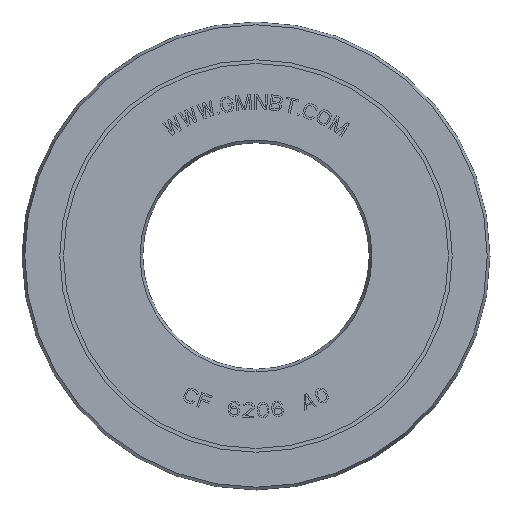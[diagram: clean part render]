
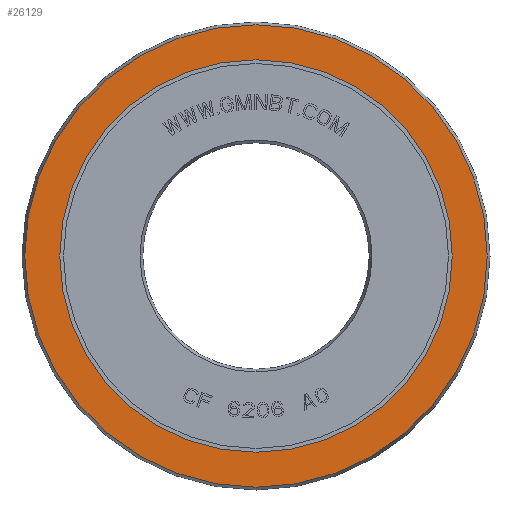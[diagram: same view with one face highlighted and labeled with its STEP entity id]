
A CAD part, front view. The second image highlights one B-rep face of the part: STEP entity #26129.
In plain terms, the highlighted planar face has unit normal (0, -1, 0).
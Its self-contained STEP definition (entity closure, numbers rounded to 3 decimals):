
#25648=CARTESIAN_POINT('',(0.,-3.,0.));
#25649=DIRECTION('',(0.,1.,0.));
#25650=DIRECTION('',(0.,0.,-1.));
#25651=AXIS2_PLACEMENT_3D('',#25648,#25649,#25650);
#25656=CARTESIAN_POINT('',(0.,-3.,0.));
#25657=DIRECTION('',(0.,-1.,0.));
#25658=DIRECTION('',(0.,0.,-1.));
#25659=AXIS2_PLACEMENT_3D('',#25656,#25657,#25658);
#25664=CARTESIAN_POINT('',(0.,-3.,0.));
#25665=DIRECTION('',(0.,-1.,0.));
#25666=DIRECTION('',(0.,0.,-1.));
#25667=AXIS2_PLACEMENT_3D('',#25664,#25665,#25666);
#25686=CARTESIAN_POINT('',(0.,-3.,0.));
#25687=DIRECTION('',(0.,1.,0.));
#25688=DIRECTION('',(0.,0.,-1.));
#25689=AXIS2_PLACEMENT_3D('',#25686,#25687,#25688);
#25725=CARTESIAN_POINT('',(0.,-3.,-26.));
#25727=VERTEX_POINT('',#25725);
#25728=CARTESIAN_POINT('',(0.,-3.,-30.636));
#25730=VERTEX_POINT('',#25728);
#25741=CARTESIAN_POINT('',(0.,-3.,26.));
#25743=VERTEX_POINT('',#25741);
#25744=CARTESIAN_POINT('',(0.,-3.,30.636));
#25746=VERTEX_POINT('',#25744);
#26114=CARTESIAN_POINT('',(0.,-3.,0.));
#26115=DIRECTION('',(0.,-1.,0.));
#26116=DIRECTION('',(0.,0.,1.));
#26117=AXIS2_PLACEMENT_3D('',#26114,#26115,#26116);
#26118=PLANE('',#26117);
#26120=ORIENTED_EDGE('',*,*,#26119,.F.);
#26122=ORIENTED_EDGE('',*,*,#26121,.T.);
#26123=EDGE_LOOP('',(#26120,#26122));
#26124=FACE_OUTER_BOUND('',#26123,.F.);
#26125=ORIENTED_EDGE('',*,*,#26107,.F.);
#26126=ORIENTED_EDGE('',*,*,#26096,.T.);
#26127=EDGE_LOOP('',(#26125,#26126));
#26128=FACE_BOUND('',#26127,.F.);
#25652=CIRCLE('',#25651,26.);
#25660=CIRCLE('',#25659,26.);
#25668=CIRCLE('',#25667,30.636);
#25690=CIRCLE('',#25689,30.636);
#26096=EDGE_CURVE('',#25727,#25743,#25660,.T.);
#26107=EDGE_CURVE('',#25727,#25743,#25652,.T.);
#26119=EDGE_CURVE('',#25730,#25746,#25668,.T.);
#26121=EDGE_CURVE('',#25730,#25746,#25690,.T.);
#26129=ADVANCED_FACE('',(#26124,#26128),#26118,.T.);
